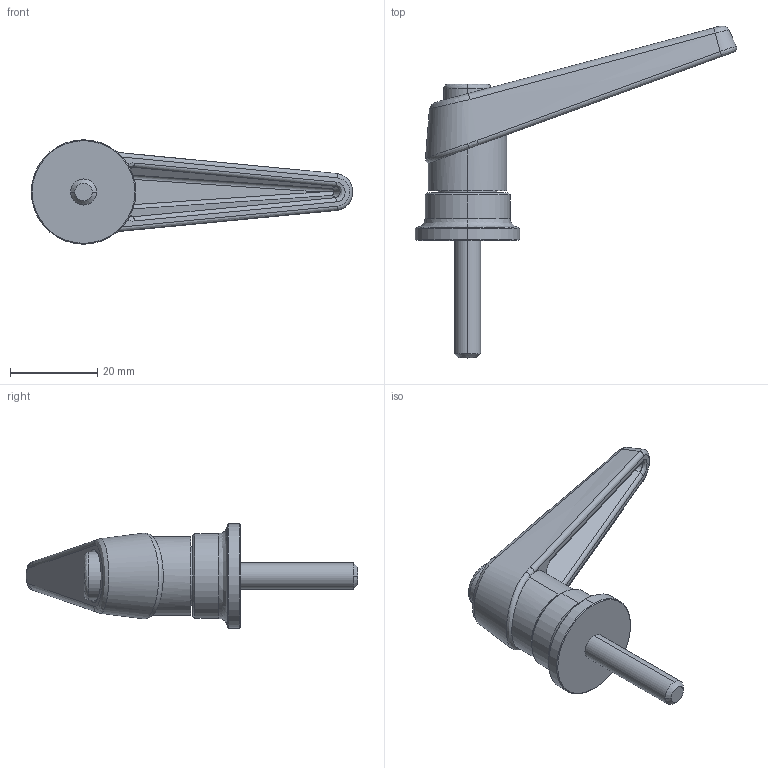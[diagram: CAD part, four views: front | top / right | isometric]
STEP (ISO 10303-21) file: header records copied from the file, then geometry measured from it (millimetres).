
FILE_DESCRIPTION(('STEP AP214'),'1');
FILE_NAME('HALDERN_EH_24420_1052.stp','2014-05-22T13:26:03',('TraceParts'),('TraceParts S.A.'),'XStep 1.0',' ',' ');
FILE_SCHEMA(('automotive_design'));
Length unit declared in the file: millimetre
Products named in the file (2): EH_24420_1052|EH_24420_1052-01;Imported1; EH_24420_1052|EH_24420_1052-02;Imported1
Bounding box: 73.83 x 76.27 x 24 mm (x, y, z)
Volume: 14761.3 mm3; surface area: 7695.2 mm2
Topology: 2 solids, 2 shells, 83 faces, 197 edges, 121 vertices
Faces by surface type: bspline 31, cylinder 22, plane 22, cone 8
Entity records: 8879 total; most frequent: CARTESIAN_POINT 4920, STYLED_ITEM 399, PRESENTATION_STYLE_ASSIGNMENT 399, COLOUR_RGB 399, ORIENTED_EDGE 386, DIRECTION 288, EDGE_CURVE 193, CURVE_STYLE 193
